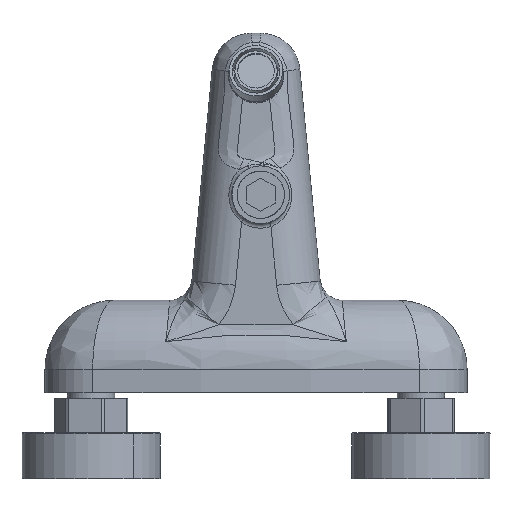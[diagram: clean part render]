
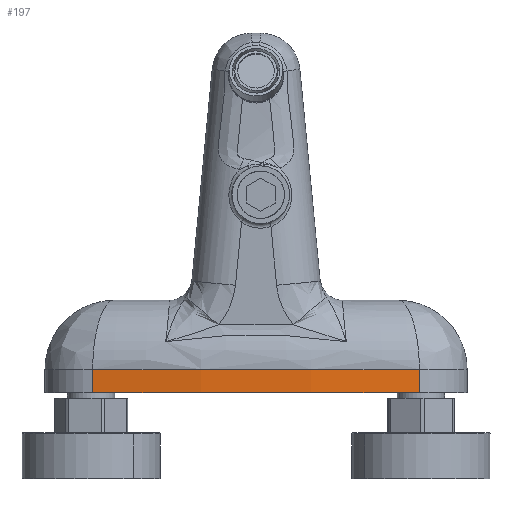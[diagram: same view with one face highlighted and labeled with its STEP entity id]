
A CAD part, front view. The second image highlights one B-rep face of the part: STEP entity #197.
In plain terms, the highlighted cylindrical face has radius 410.83 mm (diameter 821.661 mm), a partial arc.
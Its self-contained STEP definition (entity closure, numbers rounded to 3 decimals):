
#147 = FACE_OUTER_BOUND ( 'NONE', #10472, .T. ) ;
#197 = ADVANCED_FACE ( 'NONE', ( #147 ), #6721, .T. ) ;
#215 = ORIENTED_EDGE ( 'NONE', *, *, #11516, .T. ) ;
#285 = LINE ( 'NONE', #9829, #6871 ) ;
#1400 = VERTEX_POINT ( 'NONE', #2217 ) ;
#1657 = DIRECTION ( 'NONE',  ( 0., 0., -1. ) ) ;
#2021 = CARTESIAN_POINT ( 'NONE',  ( 70.809, -29.171, 40. ) ) ;
#2217 = CARTESIAN_POINT ( 'NONE',  ( -70.809, -29.171, 0. ) ) ;
#2232 = CARTESIAN_POINT ( 'NONE',  ( 0., 375.511, 0. ) ) ;
#3529 = DIRECTION ( 'NONE',  ( 1., 0., 0. ) ) ;
#3932 = CARTESIAN_POINT ( 'NONE',  ( 70.809, -29.171, 0. ) ) ;
#4654 = EDGE_CURVE ( 'NONE', #6319, #11725, #9258, .T. ) ;
#4699 = DIRECTION ( 'NONE',  ( 0., 0., -1. ) ) ;
#5545 = AXIS2_PLACEMENT_3D ( 'NONE', #9445, #1657, #10752 ) ;
#6319 = VERTEX_POINT ( 'NONE', #11686 ) ;
#6721 = CYLINDRICAL_SURFACE ( 'NONE', #14773, 410.83 ) ;
#6871 = VECTOR ( 'NONE', #4699, 1000. ) ;
#7300 = CIRCLE ( 'NONE', #8005, 410.83 ) ;
#8005 = AXIS2_PLACEMENT_3D ( 'NONE', #2232, #11325, #3529 ) ;
#8184 = VERTEX_POINT ( 'NONE', #12112 ) ;
#8189 = CIRCLE ( 'NONE', #5545, 410.83 ) ;
#9097 = CARTESIAN_POINT ( 'NONE',  ( 0., 375.511, 40. ) ) ;
#9125 = DIRECTION ( 'NONE',  ( -1., 0., 0. ) ) ;
#9258 = LINE ( 'NONE', #2021, #15729 ) ;
#9435 = ORIENTED_EDGE ( 'NONE', *, *, #10398, .T. ) ;
#9445 = CARTESIAN_POINT ( 'NONE',  ( 0., 375.511, 10. ) ) ;
#9829 = CARTESIAN_POINT ( 'NONE',  ( -70.809, -29.171, 40. ) ) ;
#10398 = EDGE_CURVE ( 'NONE', #6319, #8184, #8189, .T. ) ;
#10419 = DIRECTION ( 'NONE',  ( 0., 0., -1. ) ) ;
#10472 = EDGE_LOOP ( 'NONE', ( #14819, #9435, #14106, #215 ) ) ;
#10752 = DIRECTION ( 'NONE',  ( 1., 0., 0. ) ) ;
#11325 = DIRECTION ( 'NONE',  ( 0., 0., 1. ) ) ;
#11516 = EDGE_CURVE ( 'NONE', #1400, #11725, #7300, .T. ) ;
#11686 = CARTESIAN_POINT ( 'NONE',  ( 70.809, -29.171, 10. ) ) ;
#11725 = VERTEX_POINT ( 'NONE', #3932 ) ;
#12112 = CARTESIAN_POINT ( 'NONE',  ( -70.809, -29.171, 10. ) ) ;
#12425 = DIRECTION ( 'NONE',  ( 0., 0., -1. ) ) ;
#13107 = EDGE_CURVE ( 'NONE', #8184, #1400, #285, .T. ) ;
#14106 = ORIENTED_EDGE ( 'NONE', *, *, #13107, .T. ) ;
#14773 = AXIS2_PLACEMENT_3D ( 'NONE', #9097, #10419, #9125 ) ;
#14819 = ORIENTED_EDGE ( 'NONE', *, *, #4654, .F. ) ;
#15729 = VECTOR ( 'NONE', #12425, 1000. ) ;
